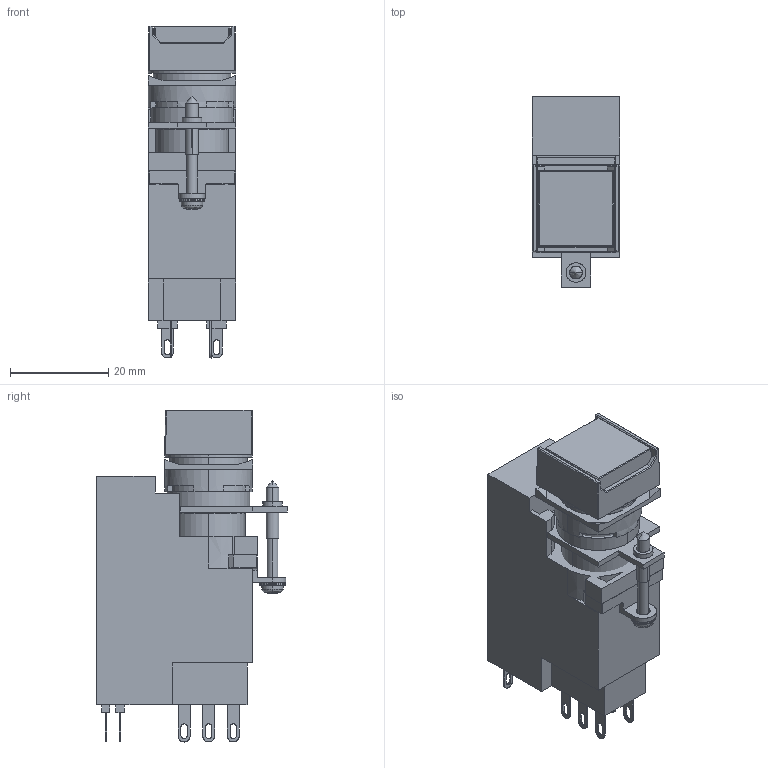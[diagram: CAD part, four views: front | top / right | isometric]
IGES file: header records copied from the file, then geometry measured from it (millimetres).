
Start section: SolidWorks IGES file using analytic representation for surfaces
Global section: file name: 04_AL6Q-[M][A]x2#(P)$.IGS; native system: SolidWorks 2019; preprocessor: SolidWorks 2019; author: 1003660; date: 210326.150530; units: millimetre
Bounding box: 17.9 x 38.8 x 67.6 mm (x, y, z)
Surface area: 11491.6 mm2 (no closed solid volume)
Topology: 0 solids, 0 shells, 480 faces, 4228 edges, 4226 vertices
Faces by surface type: bspline 356, revolution 124
